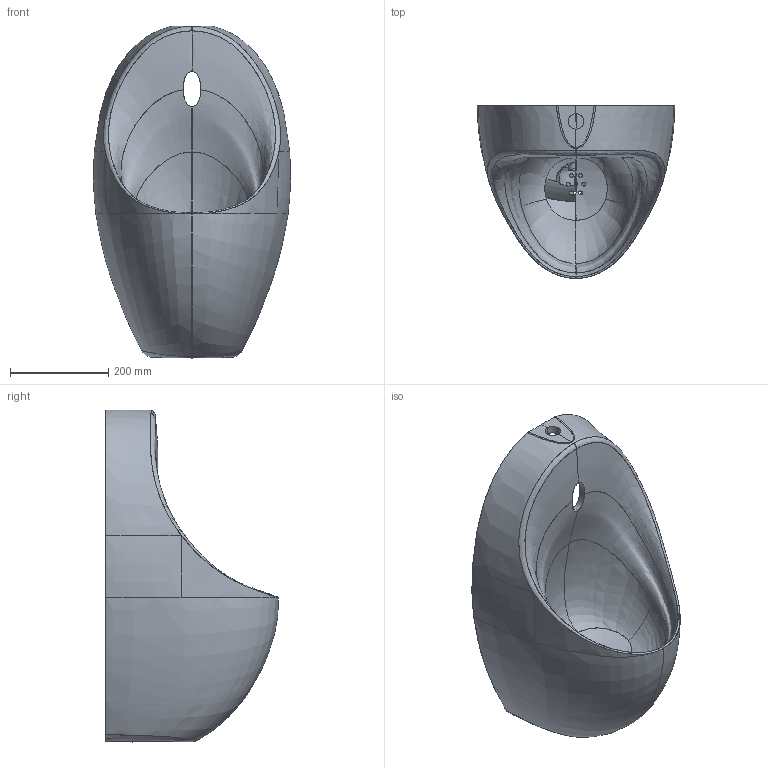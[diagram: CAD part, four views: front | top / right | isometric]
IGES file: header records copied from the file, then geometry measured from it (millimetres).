
Global section: file name: 52H5999.igs; native system: NX V7.5; preprocessor: SIEMENS PLM Software NX 7.5; date: 20151215.115347; units: millimetre
Bounding box: 400.78 x 351 x 675 mm (x, y, z)
Surface area: 1056036.7 mm2 (no closed solid volume)
Topology: 0 solids, 0 shells, 122 faces, 1982 edges, 1976 vertices
Faces by surface type: bspline 98, offset 24
